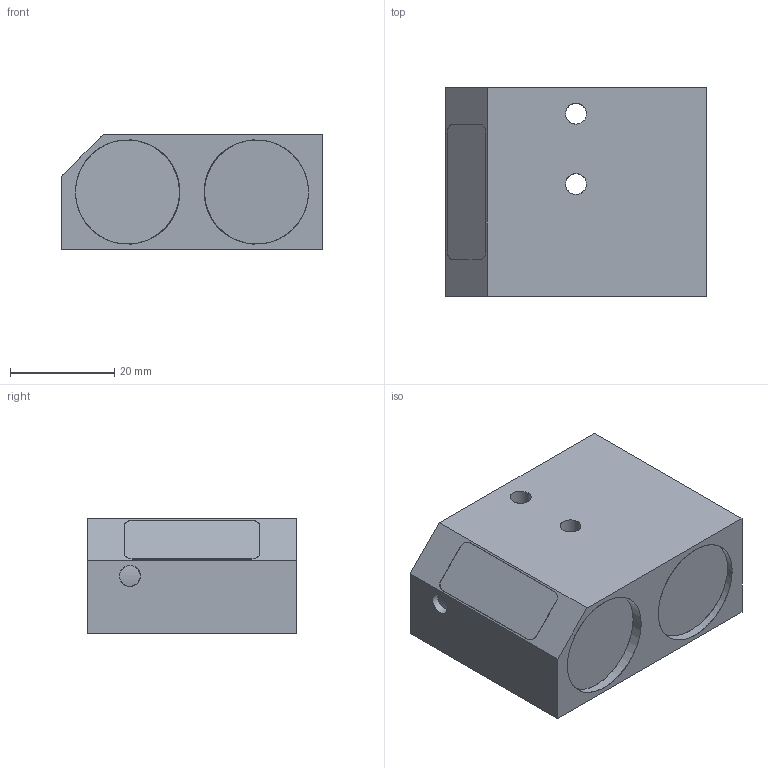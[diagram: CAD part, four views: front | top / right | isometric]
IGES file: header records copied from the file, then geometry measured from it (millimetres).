
Global section: file name: FOD-A2.0-300.igs; native system: CAD Exchanger 2.5.1; preprocessor: CAD Exchanger 2.5.1 (www.cadexchanger.com); author: ges; date: 20140723.104158; units: millimetre
Bounding box: 50 x 40 x 22 mm (x, y, z)
Surface area: 8525.7 mm2 (no closed solid volume)
Topology: 0 solids, 0 shells, 30 faces, 132 edges, 119 vertices
Faces by surface type: plane 16, revolution 14
